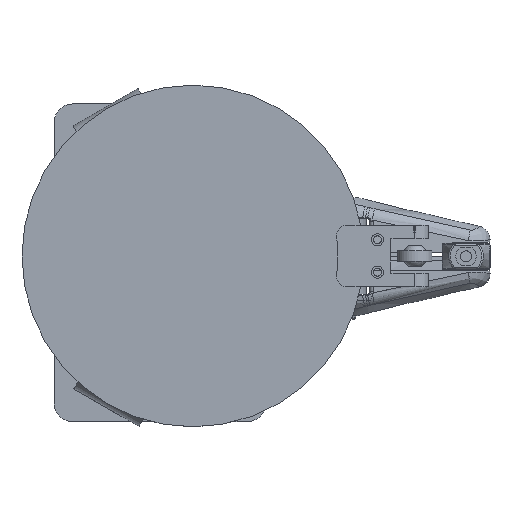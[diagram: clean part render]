
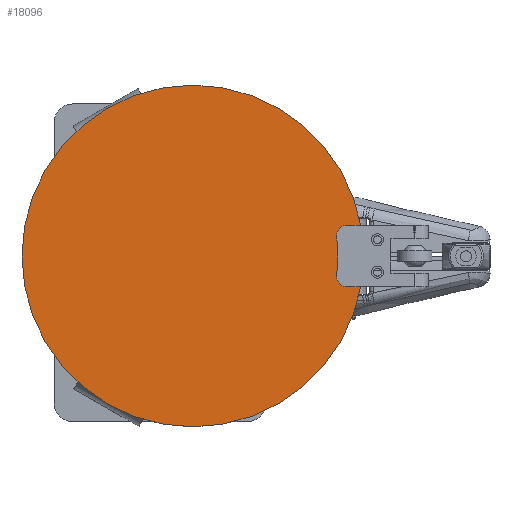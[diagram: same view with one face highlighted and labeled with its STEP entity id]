
A CAD part, top view. The second image highlights one B-rep face of the part: STEP entity #18096.
In plain terms, the highlighted planar face has unit normal (0, 0, 1).
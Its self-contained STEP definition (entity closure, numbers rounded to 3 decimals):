
#1604=FACE_OUTER_BOUND('',#2759,.T.);
#2759=EDGE_LOOP('',(#14497));
#4121=CIRCLE('',#19894,50.);
#8268=VERTEX_POINT('',#35477);
#10474=EDGE_CURVE('',#8268,#8268,#4121,.T.);
#14497=ORIENTED_EDGE('',*,*,#10474,.T.);
#17296=PLANE('',#19896);
#18096=ADVANCED_FACE('',(#1604),#17296,.T.);
#19894=AXIS2_PLACEMENT_3D('',#35479,#23639,#23640);
#19896=AXIS2_PLACEMENT_3D('',#35481,#23643,#23644);
#23639=DIRECTION('center_axis',(0.,0.,1.));
#23640=DIRECTION('ref_axis',(1.,0.,0.));
#23643=DIRECTION('center_axis',(0.,0.,1.));
#23644=DIRECTION('ref_axis',(1.,0.,0.));
#35477=CARTESIAN_POINT('',(-50.,0.,3.));
#35479=CARTESIAN_POINT('Origin',(0.,0.,3.));
#35481=CARTESIAN_POINT('Origin',(0.,0.,3.));
